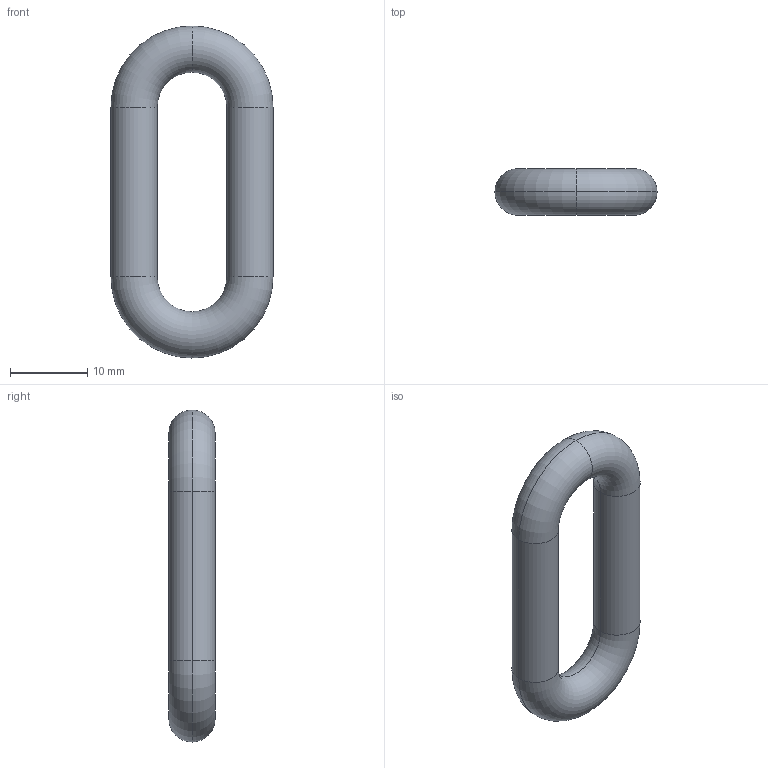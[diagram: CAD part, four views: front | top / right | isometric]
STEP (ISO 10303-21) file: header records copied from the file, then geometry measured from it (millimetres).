
FILE_DESCRIPTION (( 'STEP AP203' ), '1' );
FILE_NAME ('B-1123-φ6.STEP', '2011-06-29T06:23:11', ( '11sw' ), ( 'タキゲン製造株式会社' ), 'SwSTEP 2.0', 'SolidWorks 2011', '' );
FILE_SCHEMA (( 'CONFIG_CONTROL_DESIGN' ));
Length unit declared in the file: millimetre
Products named in the file (1): B-1123-φ6
Bounding box: 21 x 6 x 43 mm (x, y, z)
Volume: 2576.5 mm3; surface area: 1717.6 mm2
Topology: 1 solids, 1 shells, 10 faces, 20 edges, 10 vertices
Faces by surface type: torus 6, cylinder 4
Entity records: 341 total; most frequent: DIRECTION 58, CARTESIAN_POINT 41, ORIENTED_EDGE 40, AXIS2_PLACEMENT_3D 27, EDGE_CURVE 20, CIRCLE 16, ADVANCED_FACE 10, FACE_OUTER_BOUND 10
